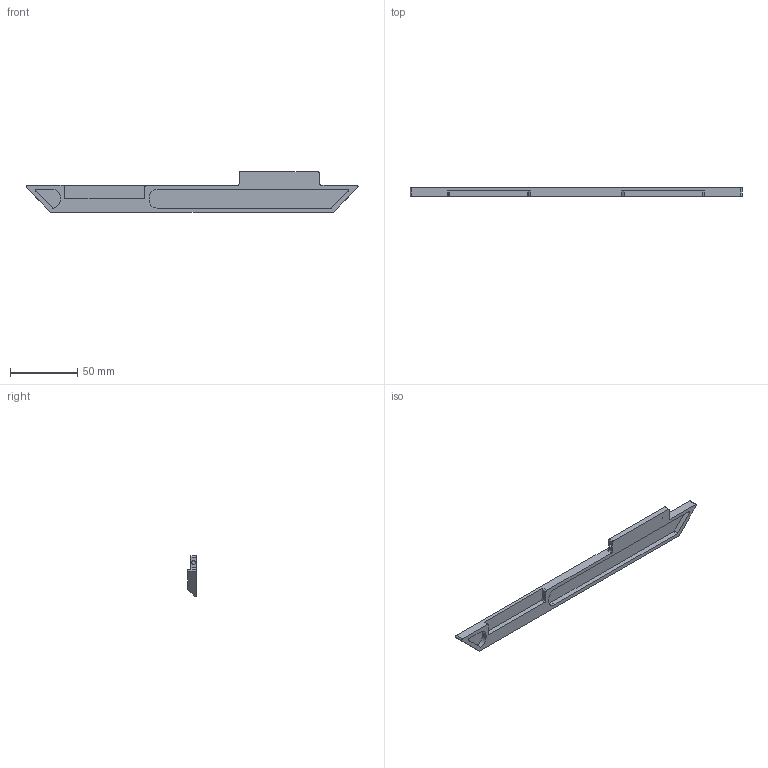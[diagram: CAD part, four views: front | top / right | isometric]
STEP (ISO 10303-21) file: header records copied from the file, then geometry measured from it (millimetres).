
FILE_DESCRIPTION (( 'STEP AP214' ), '1' );
FILE_NAME ('EASE_Port_Cover.STEP', '2020-12-13T23:19:49', ( '' ), ( '' ), 'SwSTEP 2.0', 'SolidWorks 2019', '' );
FILE_SCHEMA (( 'AUTOMOTIVE_DESIGN' ));
Length unit declared in the file: millimetre
Products named in the file (1): EASE_Port_Cover
Bounding box: 247.17 x 6.5 x 30 mm (x, y, z)
Volume: 19074.2 mm3; surface area: 14727.5 mm2
Topology: 1 solids, 1 shells, 50 faces, 134 edges, 90 vertices
Faces by surface type: plane 26, cylinder 22, sphere 2
Entity records: 1599 total; most frequent: DIRECTION 280, CARTESIAN_POINT 269, ORIENTED_EDGE 260, EDGE_CURVE 130, AXIS2_PLACEMENT_3D 99, VERTEX_POINT 88, VECTOR 82, LINE 82
